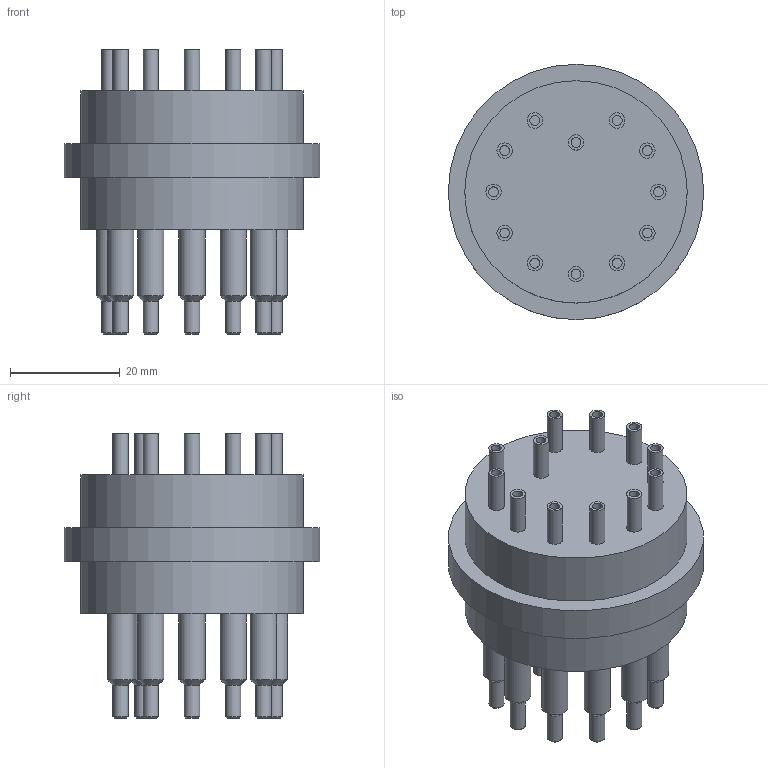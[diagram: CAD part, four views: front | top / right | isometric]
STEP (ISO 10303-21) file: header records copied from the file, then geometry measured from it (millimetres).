
FILE_DESCRIPTION(/* description */ (''),/* implementation_level */ '2;1');
FILE_NAME(/* name */ 'AT12M.stp',/* time_stamp */ '2014-11-11T14:45:48+01:00',/* author */ ('sh'),/* organization */ (''),/* preprocessor_version */ 'ST-DEVELOPER v15.2',/* originating_system */ 'Autodesk Inventor 2014',/* authorisation */ '');
FILE_SCHEMA (('AUTOMOTIVE_DESIGN { 1 0 10303 214 3 1 1 }'));
Length unit declared in the file: millimetre
Products named in the file (1): AT12M
Bounding box: 46.5 x 46.5 x 51.8 mm (x, y, z)
Volume: 38642.2 mm3; surface area: 10889.7 mm2
Topology: 1 solids, 1 shells, 368 faces, 885 edges, 578 vertices
Faces by surface type: plane 165, bspline 128, cylinder 51, cone 24
Full cylindrical faces by diameter (mm): 1.8 x12, 2.8 x24, 4.8 x12, 40.5 x2, 46.5 x1
Entity records: 11282 total; most frequent: CARTESIAN_POINT 3421, ORIENTED_EDGE 1620, DIRECTION 1150, EDGE_CURVE 810, VERTEX_POINT 578, EDGE_LOOP 502, LINE 440, VECTOR 440
